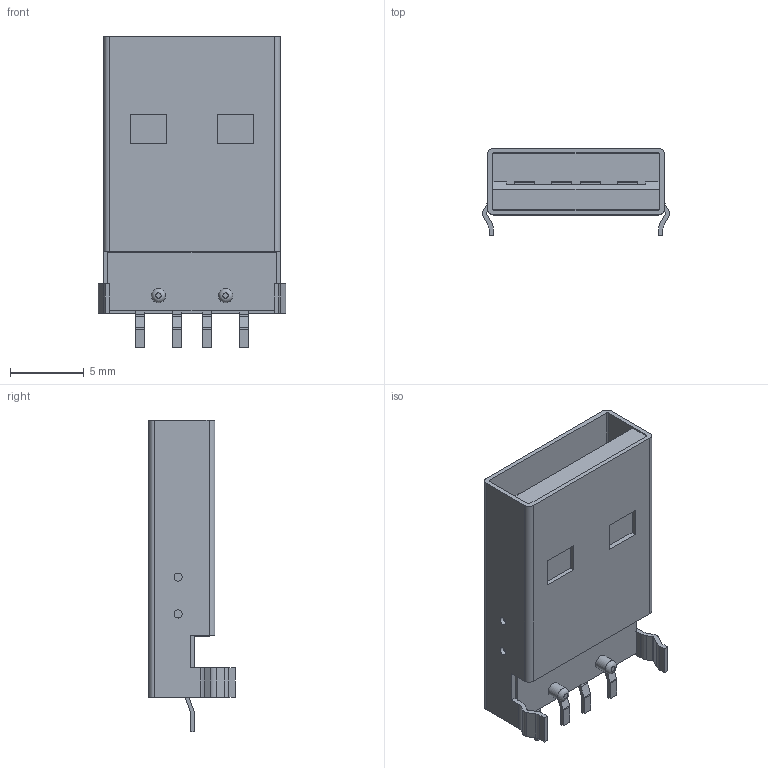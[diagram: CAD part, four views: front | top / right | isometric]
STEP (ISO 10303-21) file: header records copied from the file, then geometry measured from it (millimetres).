
FILE_DESCRIPTION(/* description */ ('STEP AP214'),/* implementation_level */ '2;1');
FILE_NAME(/* name */ 'USB-AM-S-S-B-SM1-TR',/* time_stamp */ '2022-09-10T02:22:31+02:00',/* author */ ('License CC BY-ND 4.0'),/* organization */ ('CADENAS'),/* preprocessor_version */ 'ST-DEVELOPER v18.102',/* originating_system */ 'PARTsolutions',/* authorisation */ ' ');
FILE_SCHEMA (('AUTOMOTIVE_DESIGN {1 0 10303 214 3 1 1}'));
Length unit declared in the file: millimetre
Products named in the file (4): USB-AM-S-S-B-SM1-TR; USB-AM-S-SM1_P; USB-AM-S-B-SM1_B; USB-AM-S-SM1_S
Assembly tree (3 placements, depth 2):
  USB-AM-S-S-B-SM1-TR
    USB-AM-S-SM1_P
    USB-AM-S-B-SM1_B
    USB-AM-S-SM1_S
Bounding box: 12.7 x 5.89 x 21.15 mm (x, y, z)
Volume: 678.6 mm3; surface area: 2204.1 mm2
Topology: 3 solids, 3 shells, 240 faces, 713 edges, 476 vertices
Faces by surface type: plane 196, cylinder 42, torus 2
Full cylindrical faces by diameter (mm): 0.55 x4, 0.96 x2
Entity records: 8038 total; most frequent: CARTESIAN_POINT 1417, ORIENTED_EDGE 1402, DIRECTION 1275, EDGE_CURVE 701, LINE 615, VECTOR 615, VERTEX_POINT 472, AXIS2_PLACEMENT_3D 330
